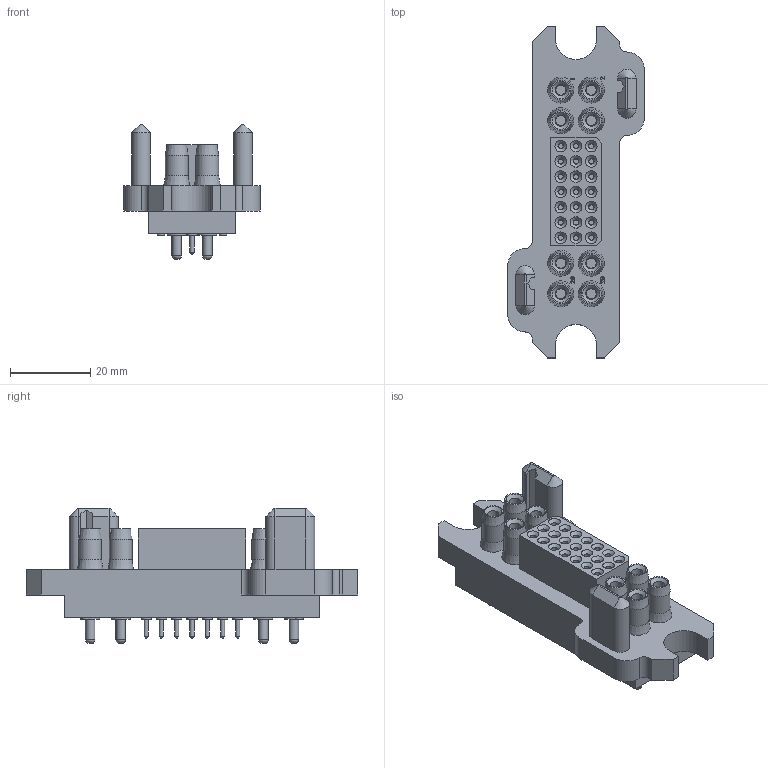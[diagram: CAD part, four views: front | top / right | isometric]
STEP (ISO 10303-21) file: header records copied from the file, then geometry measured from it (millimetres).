
FILE_DESCRIPTION(/* description */ (''),/* implementation_level */ '2;1');
FILE_NAME(/* name */ 'TYCO_EDA-03521-V1-0.stp',/* time_stamp */ '2016-10-26T11:46:53+02:00',/* author */ ('riccim'),/* organization */ ('Tyco Electronics Ltd.'),/* preprocessor_version */ 'ST-DEVELOPER v15.5',/* originating_system */ 'AutoCAD Mechanical',/* authorisation */ '');
FILE_SCHEMA (('AUTOMOTIVE_DESIGN { 1 0 10303 214 3 1 1 }'));
Length unit declared in the file: millimetre
Products named in the file (1): Product
Bounding box: 34.04 x 82.8 x 33.7 mm (x, y, z)
Volume: 27708.7 mm3; surface area: 20696 mm2
Topology: 30 solids, 30 shells, 1210 faces, 2537 edges, 1631 vertices
Faces by surface type: plane 630, cylinder 350, cone 152, bspline 29, sphere 25, torus 24
Full cylindrical faces by diameter (mm): 0.762 x21, 1.016 x21, 1.242 x21, 1.372 x21, 1.4 x21, 1.524 x21, 1.549 x21, 1.778 x4, 1.956 x42, 2.388 x8, 2.578 x42, 2.632 x8, 2.769 x21, 2.794 x8, 3.569 x8, 3.772 x8, 4.039 x8, 4.763 x16, 4.953 x8, 5.664 x8
Entity records: 30810 total; most frequent: CARTESIAN_POINT 7261, DIRECTION 5035, ORIENTED_EDGE 3742, AXIS2_PLACEMENT_3D 2074, EDGE_LOOP 2029, EDGE_CURVE 1871, VERTEX_POINT 1498, FACE_OUTER_BOUND 1210
